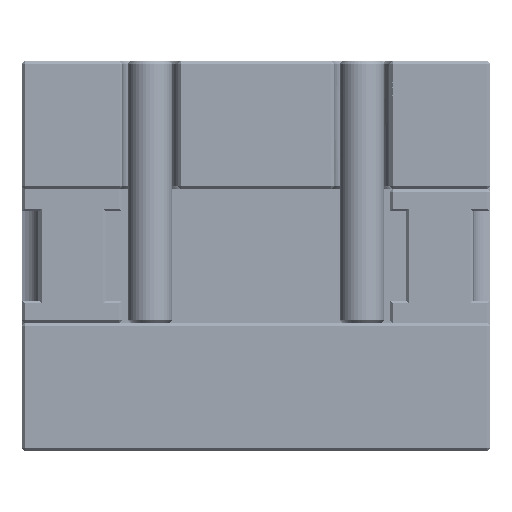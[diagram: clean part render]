
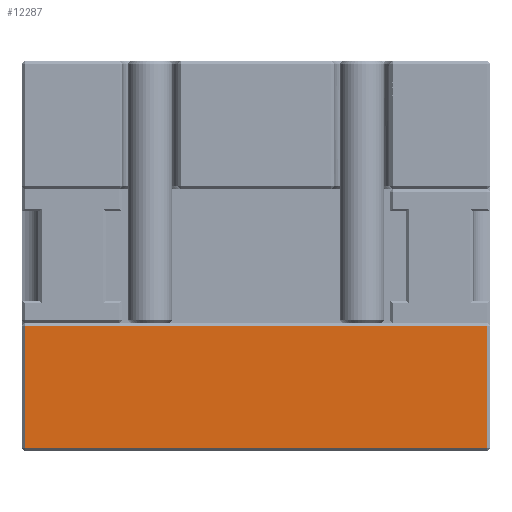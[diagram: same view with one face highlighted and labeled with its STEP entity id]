
A CAD part, front view. The second image highlights one B-rep face of the part: STEP entity #12287.
In plain terms, the highlighted planar face has unit normal (0, -1, 0).
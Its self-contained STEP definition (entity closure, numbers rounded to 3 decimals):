
#321=PLANE('',#13181);
#948=FACE_OUTER_BOUND('',#1690,.T.);
#1690=EDGE_LOOP('',(#10390,#10391,#10392,#10393));
#3379=LINE('',#40418,#4187);
#3506=LINE('',#40690,#4314);
#3507=LINE('',#40692,#4315);
#3519=LINE('',#40716,#4327);
#4187=VECTOR('',#14973,10.);
#4314=VECTOR('',#15236,10.);
#4315=VECTOR('',#15239,10.);
#4327=VECTOR('',#15269,10.);
#5381=VERTEX_POINT('',#40396);
#5383=VERTEX_POINT('',#40404);
#5385=VERTEX_POINT('',#40410);
#5397=VERTEX_POINT('',#40444);
#6995=EDGE_CURVE('',#5385,#5381,#3379,.T.);
#7132=EDGE_CURVE('',#5383,#5397,#3506,.T.);
#7133=EDGE_CURVE('',#5397,#5385,#3507,.T.);
#7146=EDGE_CURVE('',#5381,#5383,#3519,.T.);
#10390=ORIENTED_EDGE('',*,*,#7132,.F.);
#10391=ORIENTED_EDGE('',*,*,#7146,.F.);
#10392=ORIENTED_EDGE('',*,*,#6995,.F.);
#10393=ORIENTED_EDGE('',*,*,#7133,.F.);
#12287=ADVANCED_FACE('',(#948),#321,.F.);
#13181=AXIS2_PLACEMENT_3D('',#40747,#15313,#15314);
#14973=DIRECTION('',(0.,0.,-1.));
#15236=DIRECTION('',(0.,0.,1.));
#15239=DIRECTION('',(1.,0.,0.));
#15269=DIRECTION('',(-1.,0.,0.));
#15313=DIRECTION('center_axis',(0.,1.,0.));
#15314=DIRECTION('ref_axis',(1.,0.,0.));
#40396=CARTESIAN_POINT('',(41.75,0.,-34.75));
#40404=CARTESIAN_POINT('',(0.25,0.,-34.75));
#40410=CARTESIAN_POINT('',(41.75,0.,-23.75));
#40418=CARTESIAN_POINT('',(41.75,0.,-8.75));
#40444=CARTESIAN_POINT('',(0.25,0.,-23.75));
#40690=CARTESIAN_POINT('',(0.25,0.,-26.25));
#40692=CARTESIAN_POINT('',(31.5,0.,-23.75));
#40716=CARTESIAN_POINT('',(31.5,0.,-34.75));
#40747=CARTESIAN_POINT('Origin',(21.,0.,-17.5));
